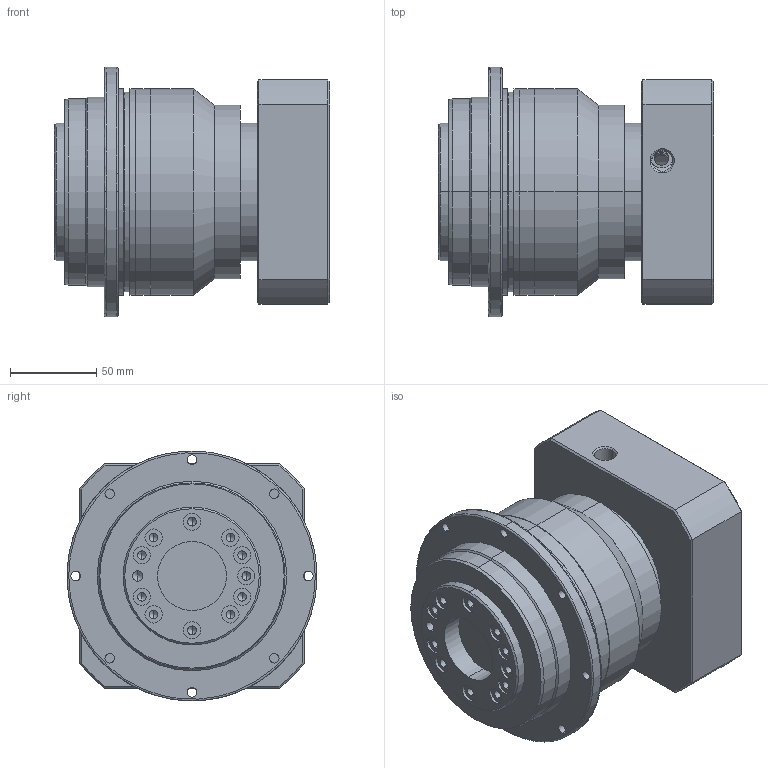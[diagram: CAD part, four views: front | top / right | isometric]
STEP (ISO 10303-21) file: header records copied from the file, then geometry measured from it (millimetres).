
FILE_DESCRIPTION (( 'STEP AP203' ), '1' );
FILE_NAME ('蚾饜极1.STEP', '2020-08-19T05:35:36', ( 'Windows 蚚誧' ), ( 'Microsoft' ), 'SwSTEP 2.0', 'SolidWorks 2017', '' );
FILE_SCHEMA (( 'CONFIG_CONTROL_DESIGN' ));
Length unit declared in the file: millimetre
Products named in the file (4): 090-JJT.000.002; 090.CZB.24; 蚾饜极1; TD110-L2-22-110-145-M8-60.5-16
Assembly tree (3 placements, depth 2):
  蚾饜极1
    TD110-L2-22-110-145-M8-60.5-16
    090.CZB.24
    090-JJT.000.002
Bounding box: 159.7 x 145 x 145 mm (x, y, z)
Volume: 1598824.3 mm3; surface area: 198380.4 mm2
Topology: 6 solids, 6 shells, 416 faces, 979 edges, 578 vertices
Faces by surface type: cylinder 185, cone 135, plane 84, bspline 12
Entity records: 13025 total; most frequent: CARTESIAN_POINT 3169, DIRECTION 2109, ORIENTED_EDGE 1846, EDGE_CURVE 923, AXIS2_PLACEMENT_3D 870, VERTEX_POINT 578, EDGE_LOOP 513, CIRCLE 460
